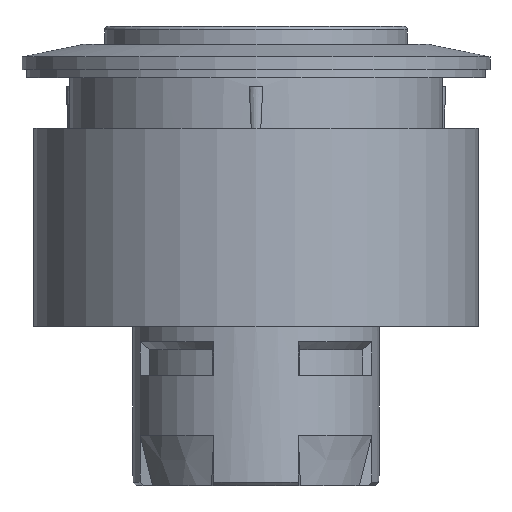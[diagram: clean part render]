
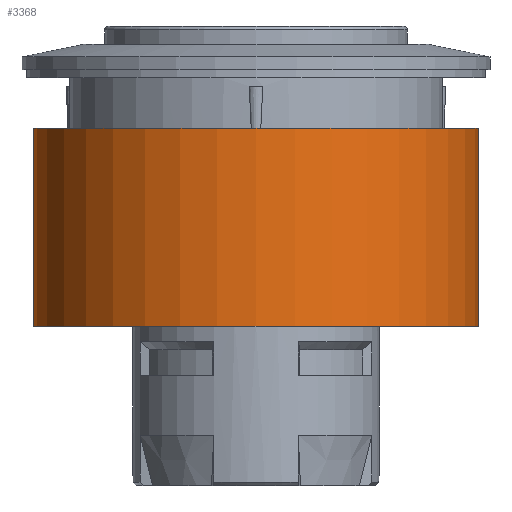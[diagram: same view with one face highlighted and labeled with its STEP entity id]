
A CAD part, left-side view. The second image highlights one B-rep face of the part: STEP entity #3368.
In plain terms, the highlighted cylindrical face has radius 13.25 mm (diameter 26.5 mm), a partial arc.
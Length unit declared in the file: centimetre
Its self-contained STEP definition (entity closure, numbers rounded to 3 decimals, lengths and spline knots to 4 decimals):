
#162=LINE($,#5180,#432);
#163=LINE($,#5184,#433);
#432=VECTOR($,#4152,1.18);
#433=VECTOR($,#4155,1.18);
#780=CYLINDRICAL_SURFACE($,#3639,1.325);
#890=FACE_OUTER_BOUND($,#1101,.T.);
#1101=EDGE_LOOP($,(#2465,#2466,#2467,#2468));
#1355=CIRCLE($,#3640,1.325);
#1356=CIRCLE($,#3641,1.325);
#1563=VERTEX_POINT($,#5178);
#1564=VERTEX_POINT($,#5179);
#1565=VERTEX_POINT($,#5181);
#1566=VERTEX_POINT($,#5183);
#1922=EDGE_CURVE($,#1563,#1564,#162,.T.);
#1923=EDGE_CURVE($,#1563,#1565,#1355,.T.);
#1924=EDGE_CURVE($,#1566,#1565,#163,.T.);
#1925=EDGE_CURVE($,#1566,#1564,#1356,.T.);
#2465=ORIENTED_EDGE($,*,*,#1922,.F.);
#2466=ORIENTED_EDGE($,*,*,#1923,.T.);
#2467=ORIENTED_EDGE($,*,*,#1924,.F.);
#2468=ORIENTED_EDGE($,*,*,#1925,.T.);
#3368=ADVANCED_FACE($,(#890),#780,.T.);
#3639=AXIS2_PLACEMENT_3D($,#5177,#4150,#4151);
#3640=AXIS2_PLACEMENT_3D($,#5182,#4153,#4154);
#3641=AXIS2_PLACEMENT_3D($,#5185,#4156,#4157);
#4150=DIRECTION('center_axis',(0.,0.,
1.));
#4151=DIRECTION('ref_axis',(0.,1.,0.));
#4152=DIRECTION($,(0.,0.,1.));
#4153=DIRECTION('center_axis',(0.,0.,
1.));
#4154=DIRECTION('ref_axis',(0.,-1.,0.));
#4155=DIRECTION($,(0.,0.,-1.));
#4156=DIRECTION('center_axis',(0.,0.,
-1.));
#4157=DIRECTION('ref_axis',(0.,1.,0.));
#5177=CARTESIAN_POINT('Origin',(-1.25,0.,
-0.8834));
#5178=CARTESIAN_POINT('',(-1.25,1.325,-1.5234));
#5179=CARTESIAN_POINT('',(-1.25,1.325,-0.3434));
#5180=CARTESIAN_POINT($,(-1.25,1.325,-0.8834));
#5181=CARTESIAN_POINT('',(-1.25,-1.325,-1.5234));
#5182=CARTESIAN_POINT('Origin',(-1.25,0.,
-1.5234));
#5183=CARTESIAN_POINT('',(-1.25,-1.325,-0.3434));
#5184=CARTESIAN_POINT($,(-1.25,-1.325,-0.8834));
#5185=CARTESIAN_POINT('Origin',(-1.25,0.,
-0.3434));
